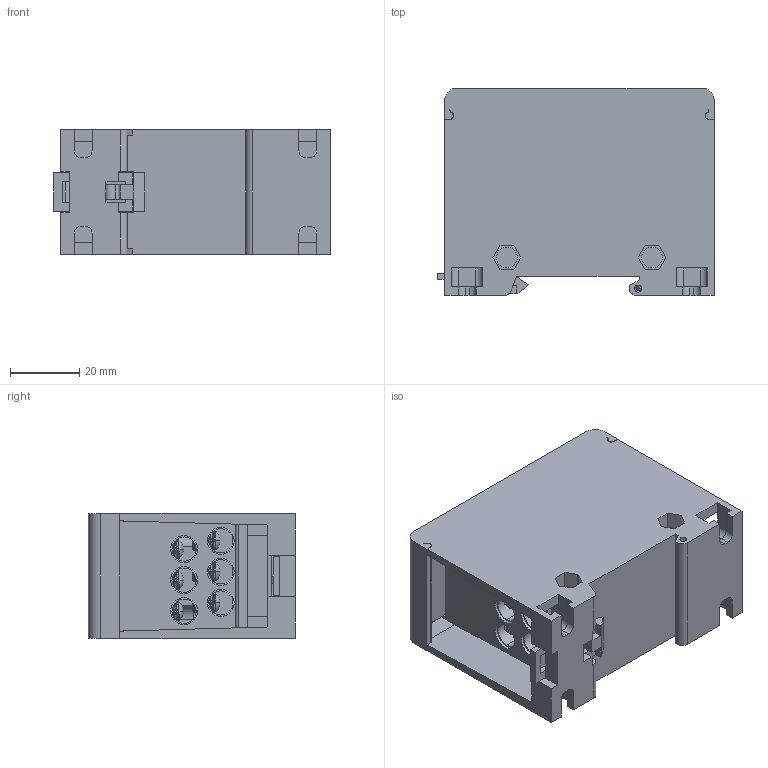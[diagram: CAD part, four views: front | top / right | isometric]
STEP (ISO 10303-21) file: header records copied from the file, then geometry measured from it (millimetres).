
FILE_DESCRIPTION((''),'2;1');
FILE_NAME('PRT0001','2023-12-06T',('dell'),(''),'PRO/ENGINEER BY PARAMETRIC TECHNOLOGY CORPORATION, 2013230','PRO/ENGINEER BY PARAMETRIC TECHNOLOGY CORPORATION, 2013230','');
FILE_SCHEMA(('AUTOMOTIVE_DESIGN { 1 0 10303 214 1 1 1 1 }'));
Length unit declared in the file: millimetre
Products named in the file (1): PRT0001
Bounding box: 80 x 60 x 36 mm (x, y, z)
Volume: 74342.3 mm3; surface area: 41390.5 mm2
Topology: 1 solids, 3 shells, 754 faces, 2197 edges, 1370 vertices
Faces by surface type: plane 383, cylinder 260, bspline 62, cone 33, sphere 16
Entity records: 42134 total; most frequent: CARTESIAN_POINT 21397, ORIENTED_EDGE 4330, DIRECTION 3329, EDGE_CURVE 2165, VERTEX_POINT 1370, VECTOR 1239, LINE 1239, AXIS2_PLACEMENT_3D 1045
